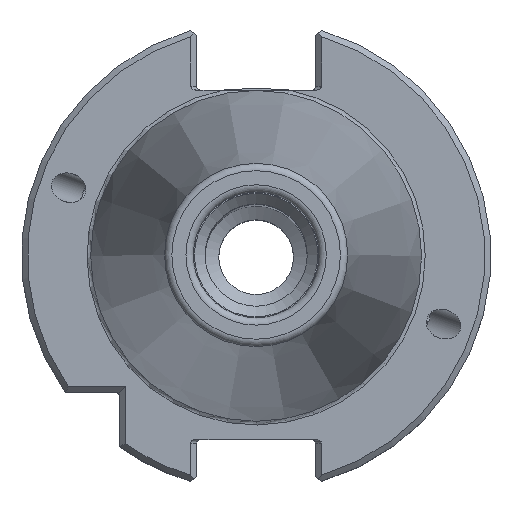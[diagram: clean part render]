
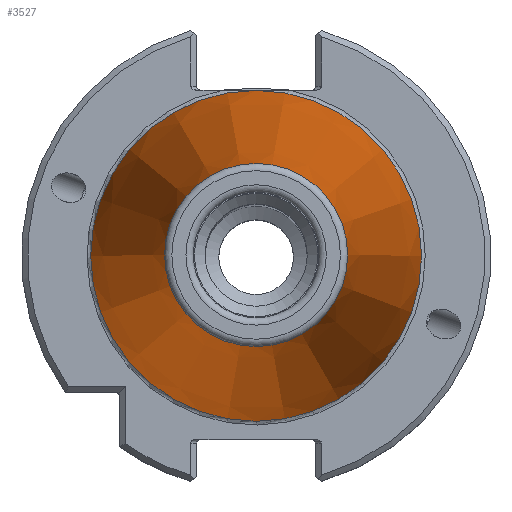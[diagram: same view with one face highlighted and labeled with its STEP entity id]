
A CAD part, top view. The second image highlights one B-rep face of the part: STEP entity #3527.
In plain terms, the highlighted conical face has half-angle 8.297 degrees and reference radius 22.395 mm.
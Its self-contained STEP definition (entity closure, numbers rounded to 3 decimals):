
#309=CONICAL_SURFACE('',#3746,22.395,0.145);
#424=CIRCLE('',#3737,12.397);
#429=CIRCLE('',#3747,22.395);
#610=ORIENTED_EDGE('',*,*,#1213,.F.);
#611=ORIENTED_EDGE('',*,*,#1234,.T.);
#1213=EDGE_CURVE('',#1549,#1549,#424,.T.);
#1234=EDGE_CURVE('',#1568,#1568,#429,.T.);
#1549=VERTEX_POINT('',#4833);
#1568=VERTEX_POINT('',#4924);
#1928=EDGE_LOOP('',(#610));
#1929=EDGE_LOOP('',(#611));
#2164=FACE_BOUND('',#1928,.T.);
#2165=FACE_BOUND('',#1929,.T.);
#3527=ADVANCED_FACE('',(#2164,#2165),#309,.T.);
#3737=AXIS2_PLACEMENT_3D('',#4832,#4135,#4136);
#3746=AXIS2_PLACEMENT_3D('',#4922,#4157,#4158);
#3747=AXIS2_PLACEMENT_3D('',#4923,#4159,#4160);
#4135=DIRECTION('',(0.,0.,1.));
#4136=DIRECTION('',(1.,0.,0.));
#4157=DIRECTION('',(0.,0.,-1.));
#4158=DIRECTION('',(-1.,0.,0.));
#4159=DIRECTION('',(0.,0.,1.));
#4160=DIRECTION('',(1.,0.,0.));
#4832=CARTESIAN_POINT('',(0.,0.,67.394));
#4833=CARTESIAN_POINT('',(12.397,0.,67.394));
#4922=CARTESIAN_POINT('',(0.,0.,-1.163));
#4923=CARTESIAN_POINT('',(0.,0.,-1.163));
#4924=CARTESIAN_POINT('',(22.395,0.,-1.163));
